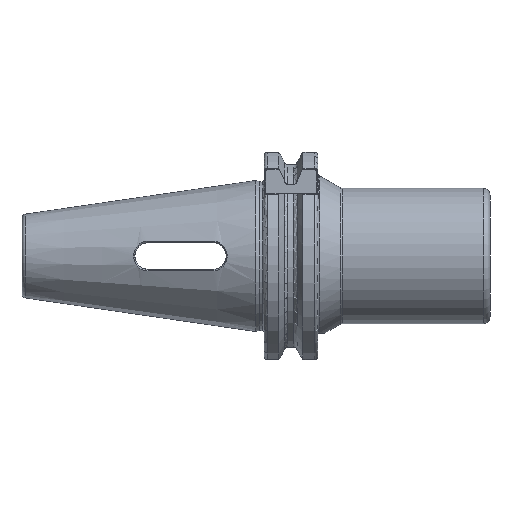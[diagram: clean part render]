
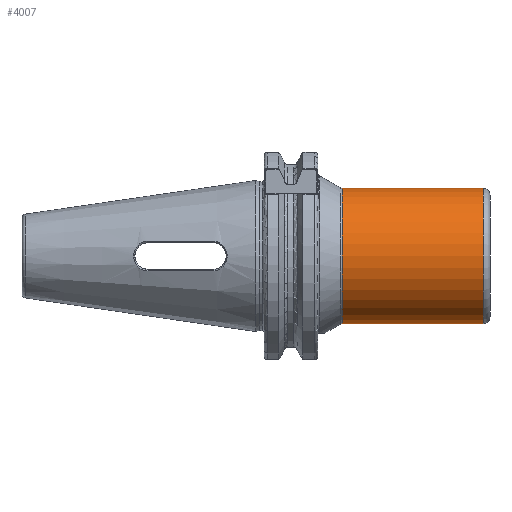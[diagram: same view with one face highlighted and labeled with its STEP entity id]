
A CAD part, front view. The second image highlights one B-rep face of the part: STEP entity #4007.
In plain terms, the highlighted cylindrical face has radius 20 mm (diameter 40 mm), a partial arc.
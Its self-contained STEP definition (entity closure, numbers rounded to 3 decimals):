
#1490 = VERTEX_POINT ( 'NONE', #3554 ) ;
#1510 = VERTEX_POINT ( 'NONE', #3634 ) ;
#1514 = VERTEX_POINT ( 'NONE', #3658 ) ;
#1524 = VERTEX_POINT ( 'NONE', #3616 ) ;
#3554 = CARTESIAN_POINT ( 'NONE',  ( 64.8, 0., -20. ) ) ;
#3616 = CARTESIAN_POINT ( 'NONE',  ( 23.068, 0., -20. ) ) ;
#3634 = CARTESIAN_POINT ( 'NONE',  ( 64.8, 0., 20. ) ) ;
#3658 = CARTESIAN_POINT ( 'NONE',  ( 23.068, 0., 20. ) ) ;
#3680 = CARTESIAN_POINT ( 'NONE',  ( -85.849, 0., 0. ) ) ;
#3681 = DIRECTION ( 'NONE',  ( 0., 0., 1. ) ) ;
#3691 = DIRECTION ( 'NONE',  ( -1., 0., 0. ) ) ;
#4007 = ADVANCED_FACE ( 'NONE', ( #15217 ), #15176, .T. ) ;
#4498 = DIRECTION ( 'NONE',  ( 0., 0., 1. ) ) ;
#5348 = DIRECTION ( 'NONE',  ( -1., 0., 0. ) ) ;
#5355 = CARTESIAN_POINT ( 'NONE',  ( 64.8, 0., 0. ) ) ;
#5818 = AXIS2_PLACEMENT_3D ( 'NONE', #5355, #5348, #4498 ) ;
#7121 = DIRECTION ( 'NONE',  ( -1., 0., 0. ) ) ;
#7147 = CARTESIAN_POINT ( 'NONE',  ( -85.849, 0., 20. ) ) ;
#7296 = CARTESIAN_POINT ( 'NONE',  ( 23.068, 0., 0. ) ) ;
#7317 = CARTESIAN_POINT ( 'NONE',  ( -85.849, 0., -20. ) ) ;
#7348 = DIRECTION ( 'NONE',  ( -1., 0., 0. ) ) ;
#7349 = DIRECTION ( 'NONE',  ( 0., 0., 1. ) ) ;
#7373 = DIRECTION ( 'NONE',  ( 1., 0., 0. ) ) ;
#9798 = CIRCLE ( 'NONE', #5818, 20. ) ;
#9939 = VECTOR ( 'NONE', #7348, 1000. ) ;
#9941 = CIRCLE ( 'NONE', #14605, 20. ) ;
#9945 = LINE ( 'NONE', #7147, #9951 ) ;
#9951 = VECTOR ( 'NONE', #7121, 1000. ) ;
#9954 = LINE ( 'NONE', #7317, #9939 ) ;
#10389 = EDGE_CURVE ( 'NONE', #1490, #1510, #9798, .T. ) ;
#10596 = EDGE_LOOP ( 'NONE', ( #13195, #13192, #13158, #13188 ) ) ;
#11084 = EDGE_CURVE ( 'NONE', #1510, #1514, #9945, .T. ) ;
#11100 = EDGE_CURVE ( 'NONE', #1514, #1524, #9941, .T. ) ;
#11104 = EDGE_CURVE ( 'NONE', #1490, #1524, #9954, .T. ) ;
#11463 = AXIS2_PLACEMENT_3D ( 'NONE', #3680, #3691, #3681 ) ;
#13158 = ORIENTED_EDGE ( 'NONE', *, *, #11084, .T. ) ;
#13188 = ORIENTED_EDGE ( 'NONE', *, *, #11100, .T. ) ;
#13192 = ORIENTED_EDGE ( 'NONE', *, *, #10389, .T. ) ;
#13195 = ORIENTED_EDGE ( 'NONE', *, *, #11104, .F. ) ;
#14605 = AXIS2_PLACEMENT_3D ( 'NONE', #7296, #7373, #7349 ) ;
#15176 = CYLINDRICAL_SURFACE ( 'NONE', #11463, 20. ) ;
#15217 = FACE_OUTER_BOUND ( 'NONE', #10596, .T. ) ;
